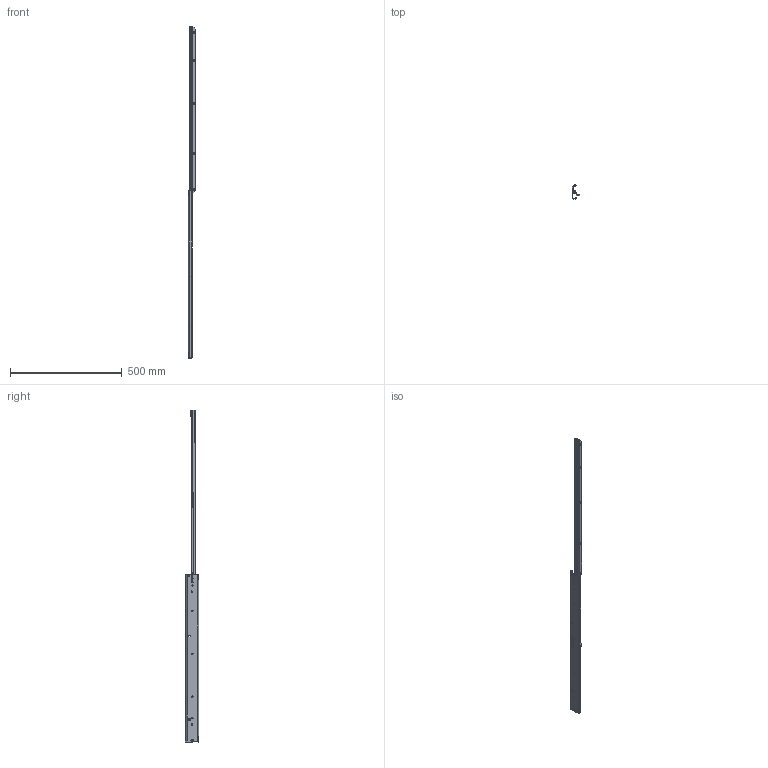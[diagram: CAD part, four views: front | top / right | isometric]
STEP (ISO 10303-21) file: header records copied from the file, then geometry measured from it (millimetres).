
FILE_DESCRIPTION (( 'STEP AP214' ), '1' );
FILE_NAME ('CS# 791.750-GA.0000_open.STEP', '2023-01-20T08:47:12', ( '' ), ( '' ), 'SwSTEP 2.0', 'SolidWorks 2020', '' );
FILE_SCHEMA (( 'AUTOMOTIVE_DESIGN' ));
Length unit declared in the file: millimetre
Products named in the file (6): CS# 785.XXX-01.0000_NL 750; CS# 786.XXX-03.S048_NL 750; PG-033; CS# 791.750-GA.0000_open
Assembly tree (5 placements, depth 3):
  CS# 791.750-GA.0000_open
    CS# 785.XXX-01.0000_NL 750
      CS# 785.XXX-01.0000_NL 750
      PG-033
    CS# 786.XXX-03.S048_NL 750
      CS# 786.XXX-03.S048_NL 750
Bounding box: 31.5 x 62.5 x 1485 mm (x, y, z)
Volume: 148596.7 mm3; surface area: 204716.4 mm2
Topology: 3 solids, 3 shells, 1162 faces, 2969 edges, 1830 vertices
Faces by surface type: plane 449, bspline 268, cylinder 258, cone 94, torus 72, sphere 21
Entity records: 53618 total; most frequent: CARTESIAN_POINT 22782, ORIENTED_EDGE 5882, DIRECTION 4750, EDGE_CURVE 2941, VERTEX_POINT 1830, AXIS2_PLACEMENT_3D 1660, LINE 1430, VECTOR 1430
